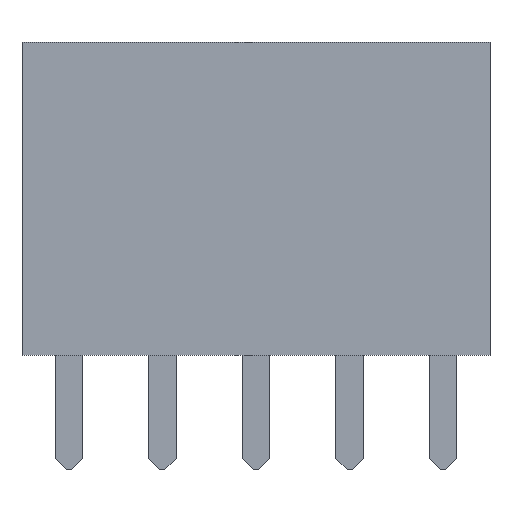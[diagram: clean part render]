
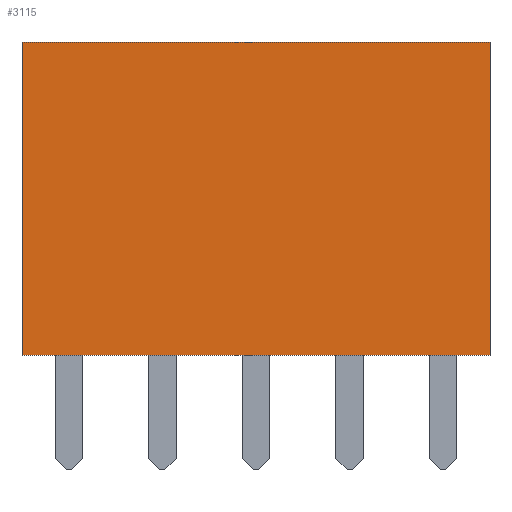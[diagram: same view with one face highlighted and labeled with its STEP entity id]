
A CAD part, front view. The second image highlights one B-rep face of the part: STEP entity #3115.
In plain terms, the highlighted planar face has unit normal (0, -1, 0).
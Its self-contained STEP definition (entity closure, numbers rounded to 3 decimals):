
#123=FACE_OUTER_BOUND('',#318,.T.);
#318=EDGE_LOOP('',(#2315,#2316,#2317,#2318));
#497=LINE('',#4383,#925);
#538=LINE('',#4467,#966);
#565=LINE('',#4522,#993);
#569=LINE('',#4529,#997);
#925=VECTOR('',#3556,10.);
#966=VECTOR('',#3623,10.);
#993=VECTOR('',#3676,10.);
#997=VECTOR('',#3684,10.);
#1335=VERTEX_POINT('',#4380);
#1336=VERTEX_POINT('',#4382);
#1366=VERTEX_POINT('',#4466);
#1381=VERTEX_POINT('',#4521);
#1625=EDGE_CURVE('',#1335,#1336,#497,.T.);
#1666=EDGE_CURVE('',#1336,#1366,#538,.T.);
#1693=EDGE_CURVE('',#1381,#1366,#565,.T.);
#1697=EDGE_CURVE('',#1381,#1335,#569,.T.);
#2315=ORIENTED_EDGE('',*,*,#1693,.T.);
#2316=ORIENTED_EDGE('',*,*,#1666,.F.);
#2317=ORIENTED_EDGE('',*,*,#1625,.F.);
#2318=ORIENTED_EDGE('',*,*,#1697,.F.);
#2925=PLANE('',#3331);
#3115=ADVANCED_FACE('',(#123),#2925,.T.);
#3331=AXIS2_PLACEMENT_3D('',#4598,#3756,#3757);
#3556=DIRECTION('',(1.,0.,0.));
#3623=DIRECTION('',(0.,0.,-1.));
#3676=DIRECTION('',(1.,0.,0.));
#3684=DIRECTION('',(0.,0.,1.));
#3756=DIRECTION('center_axis',(0.,-1.,0.));
#3757=DIRECTION('ref_axis',(1.,0.,0.));
#4380=CARTESIAN_POINT('',(-6.35,-2.52,8.6));
#4382=CARTESIAN_POINT('',(6.35,-2.52,8.6));
#4383=CARTESIAN_POINT('',(-6.35,-2.52,8.6));
#4466=CARTESIAN_POINT('',(6.35,-2.52,0.1));
#4467=CARTESIAN_POINT('',(6.35,-2.52,0.1));
#4521=CARTESIAN_POINT('',(-6.35,-2.52,0.1));
#4522=CARTESIAN_POINT('',(-6.35,-2.52,0.1));
#4529=CARTESIAN_POINT('',(-6.35,-2.52,0.1));
#4598=CARTESIAN_POINT('Origin',(-6.35,-2.52,0.1));
